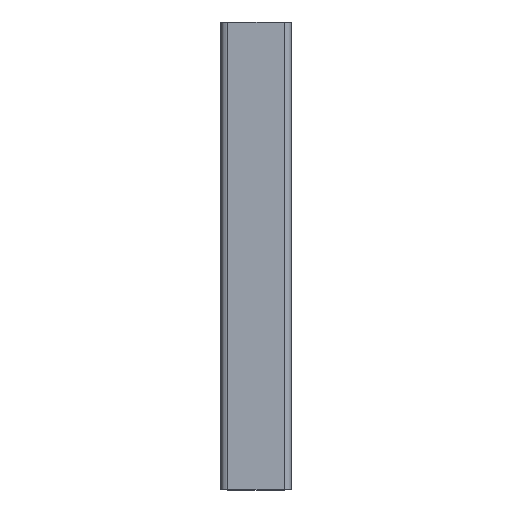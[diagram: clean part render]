
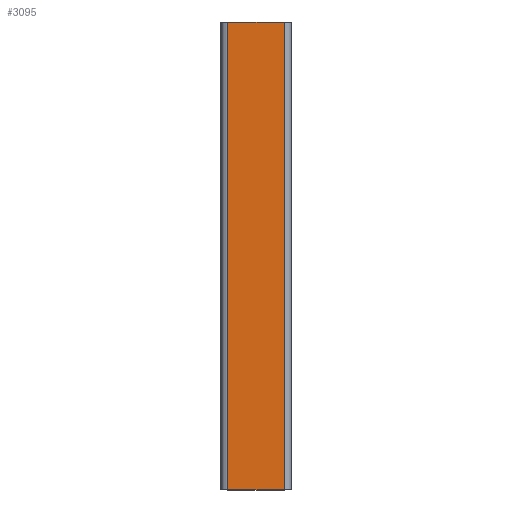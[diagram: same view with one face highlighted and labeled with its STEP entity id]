
A CAD part, top view. The second image highlights one B-rep face of the part: STEP entity #3095.
In plain terms, the highlighted planar face has unit normal (0, 0, 1).
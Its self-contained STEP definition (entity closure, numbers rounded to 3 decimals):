
#98=PLANE('',#3408);
#245=FACE_OUTER_BOUND('',#400,.T.);
#400=EDGE_LOOP('',(#2508,#2509,#2510,#2511));
#705=LINE('',#5186,#1010);
#706=LINE('',#5190,#1011);
#707=LINE('',#5192,#1012);
#708=LINE('',#5193,#1013);
#1010=VECTOR('',#4261,10.);
#1011=VECTOR('',#4266,10.);
#1012=VECTOR('',#4267,10.);
#1013=VECTOR('',#4268,10.);
#1471=VERTEX_POINT('',#5183);
#1472=VERTEX_POINT('',#5185);
#1473=VERTEX_POINT('',#5189);
#1474=VERTEX_POINT('',#5191);
#1912=EDGE_CURVE('',#1471,#1472,#705,.T.);
#1914=EDGE_CURVE('',#1471,#1473,#706,.T.);
#1915=EDGE_CURVE('',#1473,#1474,#707,.T.);
#1916=EDGE_CURVE('',#1472,#1474,#708,.T.);
#2508=ORIENTED_EDGE('',*,*,#1914,.T.);
#2509=ORIENTED_EDGE('',*,*,#1915,.T.);
#2510=ORIENTED_EDGE('',*,*,#1916,.F.);
#2511=ORIENTED_EDGE('',*,*,#1912,.F.);
#3095=ADVANCED_FACE('',(#245),#98,.T.);
#3408=AXIS2_PLACEMENT_3D('',#5188,#4264,#4265);
#4261=DIRECTION('',(0.,-1.,0.));
#4264=DIRECTION('center_axis',(0.,0.,1.));
#4265=DIRECTION('ref_axis',(1.,0.,0.));
#4266=DIRECTION('',(-1.,0.,0.));
#4267=DIRECTION('',(0.,-1.,0.));
#4268=DIRECTION('',(-1.,0.,0.));
#5183=CARTESIAN_POINT('',(12.,200.,15.));
#5185=CARTESIAN_POINT('',(12.,0.,15.));
#5186=CARTESIAN_POINT('',(12.,0.,15.));
#5188=CARTESIAN_POINT('Origin',(-12.,0.,15.));
#5189=CARTESIAN_POINT('',(-12.,200.,15.));
#5190=CARTESIAN_POINT('',(-6.,200.,15.));
#5191=CARTESIAN_POINT('',(-12.,0.,15.));
#5192=CARTESIAN_POINT('',(-12.,0.,15.));
#5193=CARTESIAN_POINT('',(-6.,0.,15.));
